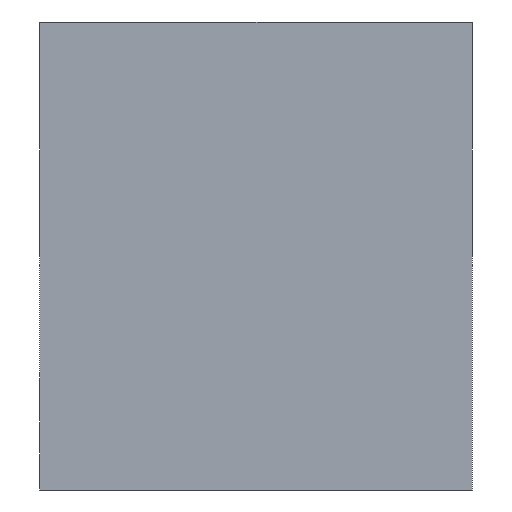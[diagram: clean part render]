
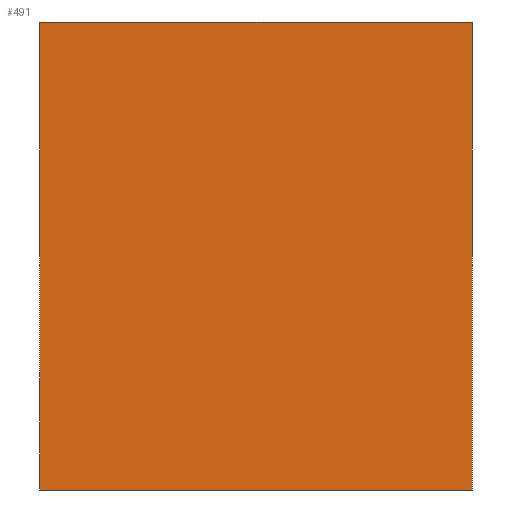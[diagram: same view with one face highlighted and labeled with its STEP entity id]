
A CAD part, left-side view. The second image highlights one B-rep face of the part: STEP entity #491.
In plain terms, the highlighted planar face has unit normal (-1, 0, 0).
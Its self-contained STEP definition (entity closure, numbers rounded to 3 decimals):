
#1=DIRECTION('',(0.,0.,-1.));
#2=VECTOR('',#1,46.);
#3=CARTESIAN_POINT('',(-53.,0.,23.));
#4=LINE('',#3,#2);
#57=DIRECTION('',(0.,1.,0.));
#58=VECTOR('',#57,42.5);
#59=CARTESIAN_POINT('',(-53.,-42.5,-23.));
#60=LINE('',#59,#58);
#61=DIRECTION('',(0.,1.,0.));
#62=VECTOR('',#61,42.5);
#63=CARTESIAN_POINT('',(-53.,-42.5,23.));
#64=LINE('',#63,#62);
#303=DIRECTION('',(0.,0.,-1.));
#304=VECTOR('',#303,46.);
#305=CARTESIAN_POINT('',(-53.,-42.5,23.));
#306=LINE('',#305,#304);
#341=CARTESIAN_POINT('',(-53.,0.,23.));
#342=CARTESIAN_POINT('',(-53.,0.,-23.));
#343=VERTEX_POINT('',#341);
#344=VERTEX_POINT('',#342);
#349=CARTESIAN_POINT('',(-53.,-42.5,23.));
#350=CARTESIAN_POINT('',(-53.,-42.5,-23.));
#351=VERTEX_POINT('',#349);
#352=VERTEX_POINT('',#350);
#477=CARTESIAN_POINT('',(-53.,0.,-23.));
#478=DIRECTION('',(-1.,0.,0.));
#479=DIRECTION('',(0.,0.,1.));
#480=AXIS2_PLACEMENT_3D('',#477,#478,#479);
#481=PLANE('',#480);
#482=ORIENTED_EDGE('',*,*,#442,.F.);
#484=ORIENTED_EDGE('',*,*,#483,.F.);
#486=ORIENTED_EDGE('',*,*,#485,.T.);
#488=ORIENTED_EDGE('',*,*,#487,.T.);
#489=EDGE_LOOP('',(#482,#484,#486,#488));
#490=FACE_OUTER_BOUND('',#489,.F.);
#491=ADVANCED_FACE('',(#490),#481,.T.);
#442=EDGE_CURVE('',#343,#344,#4,.T.);
#483=EDGE_CURVE('',#351,#343,#64,.T.);
#485=EDGE_CURVE('',#351,#352,#306,.T.);
#487=EDGE_CURVE('',#352,#344,#60,.T.);
